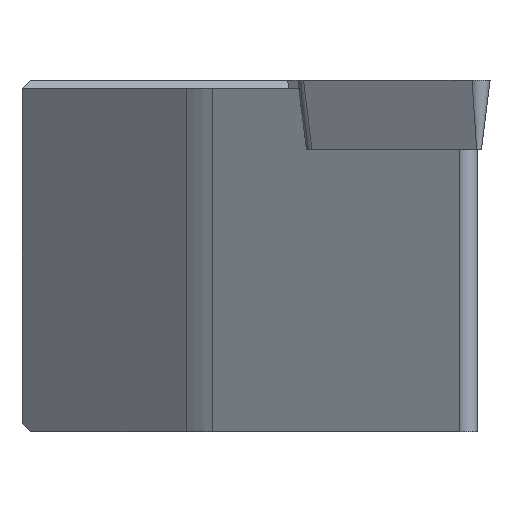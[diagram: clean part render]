
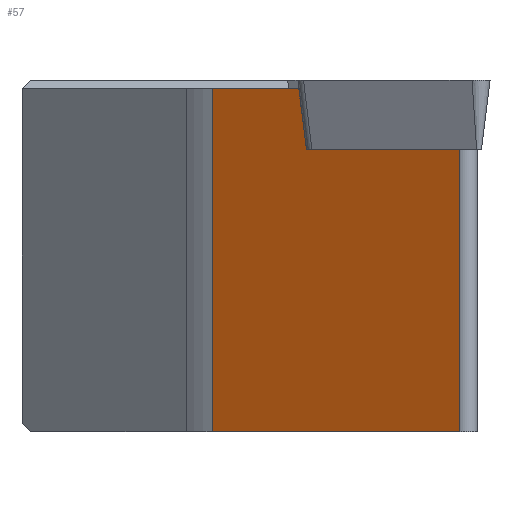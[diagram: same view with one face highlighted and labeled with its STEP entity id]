
A CAD part, left-side view. The second image highlights one B-rep face of the part: STEP entity #57.
In plain terms, the highlighted planar face has unit normal (-0.848, 0.53, 0).
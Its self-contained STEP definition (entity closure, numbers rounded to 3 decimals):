
#57=ADVANCED_FACE('',(#121),#91,.F.);
#91=PLANE('',#652);
#121=FACE_OUTER_BOUND('',#156,.T.);
#156=EDGE_LOOP('',(#217,#218,#219,#220,#221,#222));
#217=ORIENTED_EDGE('',*,*,#436,.F.);
#218=ORIENTED_EDGE('',*,*,#427,.F.);
#219=ORIENTED_EDGE('',*,*,#437,.T.);
#220=ORIENTED_EDGE('',*,*,#438,.F.);
#221=ORIENTED_EDGE('',*,*,#434,.F.);
#222=ORIENTED_EDGE('',*,*,#439,.F.);
#364=VERTEX_POINT('',#863);
#374=VERTEX_POINT('',#882);
#379=VERTEX_POINT('',#896);
#380=VERTEX_POINT('',#898);
#381=VERTEX_POINT('',#902);
#382=VERTEX_POINT('',#904);
#427=EDGE_CURVE('',#374,#364,#510,.T.);
#434=EDGE_CURVE('',#379,#380,#516,.T.);
#436=EDGE_CURVE('',#364,#381,#517,.T.);
#437=EDGE_CURVE('',#374,#382,#518,.T.);
#438=EDGE_CURVE('',#380,#382,#519,.T.);
#439=EDGE_CURVE('',#381,#379,#520,.T.);
#510=LINE('',#883,#582);
#516=LINE('',#897,#588);
#517=LINE('',#901,#589);
#518=LINE('',#903,#590);
#519=LINE('',#905,#591);
#520=LINE('',#906,#592);
#582=VECTOR('',#706,1.);
#588=VECTOR('',#718,1.);
#589=VECTOR('',#723,1.);
#590=VECTOR('',#724,1.);
#591=VECTOR('',#725,1.);
#592=VECTOR('',#726,1.);
#652=AXIS2_PLACEMENT_3D('',#907,#727,#728);
#706=DIRECTION('',(-0.53,-0.848,0.));
#718=DIRECTION('',(0.,0.,-1.));
#723=DIRECTION('',(-0.079,-0.126,-0.989));
#724=DIRECTION('',(0.,0.,-1.));
#725=DIRECTION('',(0.53,0.848,0.));
#726=DIRECTION('',(-0.53,-0.848,0.));
#727=DIRECTION('',(0.848,-0.53,0.));
#728=DIRECTION('',(0.53,0.848,0.));
#863=CARTESIAN_POINT('',(4.562,-9.439,-0.3));
#882=CARTESIAN_POINT('',(6.409,-6.483,-0.3));
#883=CARTESIAN_POINT('',(1.139,-14.917,-0.3));
#896=CARTESIAN_POINT('',(1.139,-14.917,-2.38));
#897=CARTESIAN_POINT('',(1.139,-14.917,-30.));
#898=CARTESIAN_POINT('',(1.139,-14.917,-12.));
#901=CARTESIAN_POINT('',(2.18,-13.252,-30.294));
#902=CARTESIAN_POINT('',(4.397,-9.703,-2.38));
#903=CARTESIAN_POINT('',(6.409,-6.483,-30.));
#904=CARTESIAN_POINT('',(6.409,-6.483,-12.));
#905=CARTESIAN_POINT('',(1.139,-14.917,-12.));
#906=CARTESIAN_POINT('',(1.139,-14.917,-2.38));
#907=CARTESIAN_POINT('',(1.139,-14.917,-30.));
